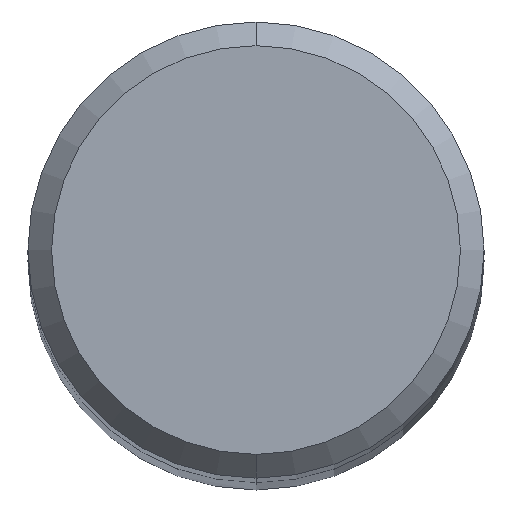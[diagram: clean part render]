
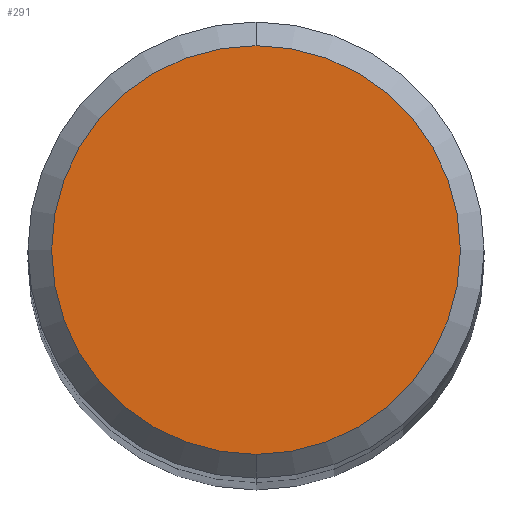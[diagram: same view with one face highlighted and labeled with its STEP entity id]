
A CAD part, top view. The second image highlights one B-rep face of the part: STEP entity #291.
In plain terms, the highlighted planar face has unit normal (0, 0, 1).
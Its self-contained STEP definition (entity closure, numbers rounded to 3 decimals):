
#163=VERTEX_POINT('',#424);
#215=EDGE_CURVE('',#163,#253,#482,.T.);
#253=VERTEX_POINT('',#523);
#291=ADVANCED_FACE('',(#563),#564,.T.);
#339=EDGE_CURVE('',#253,#163,#616,.T.);
#424=CARTESIAN_POINT('',(0.,-3.45,40.0));
#482=CIRCLE('',#816,3.45);
#523=CARTESIAN_POINT('',(0.0,3.45,40.0));
#563=FACE_OUTER_BOUND('',#1016,.T.);
#564=PLANE('',#1017);
#616=CIRCLE('',#1134,3.45);
#816=AXIS2_PLACEMENT_3D('',#1360,#1361,#1362);
#1016=EDGE_LOOP('',(#1434,#1435));
#1017=AXIS2_PLACEMENT_3D('',#1436,#1437,#1438);
#1134=AXIS2_PLACEMENT_3D('',#1491,#1492,#1493);
#1360=CARTESIAN_POINT('',(0.0,0.0,40.0));
#1361=DIRECTION('',(0.0,0.0,-1.0));
#1362=DIRECTION('',(0.0,1.0,0.0));
#1434=ORIENTED_EDGE('',*,*,#339,.F.);
#1435=ORIENTED_EDGE('',*,*,#215,.F.);
#1436=CARTESIAN_POINT('',(0.0,1.725,40.0));
#1437=DIRECTION('',(-0.0,0.0,1.0));
#1438=DIRECTION('',(0.0,-1.0,0.0));
#1491=CARTESIAN_POINT('',(0.0,0.0,40.0));
#1492=DIRECTION('',(0.0,0.0,-1.0));
#1493=DIRECTION('',(0.0,1.0,0.0));
